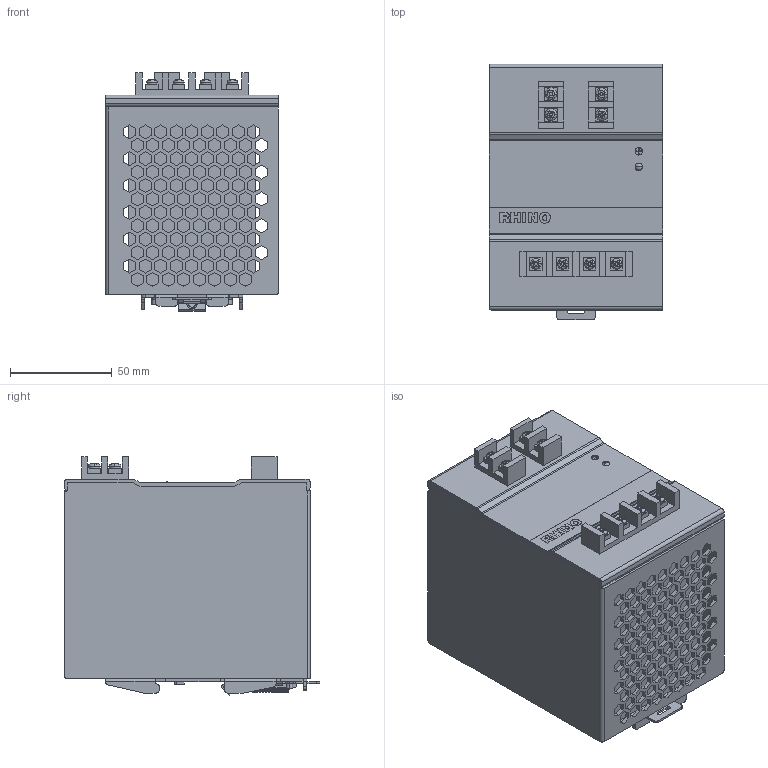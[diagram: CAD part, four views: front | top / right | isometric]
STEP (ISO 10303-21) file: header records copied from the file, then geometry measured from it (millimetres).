
FILE_DESCRIPTION (( 'STEP AP203' ), '1' );
FILE_NAME ('PSB24-240-3.STEP', '2011-10-11T14:17:21', ( '.adc' ), ( '' ), 'SwSTEP 2.0', 'SolidWorks 2011', '' );
FILE_SCHEMA (( 'CONFIG_CONTROL_DESIGN' ));
Length unit declared in the file: inch
Products named in the file (1): PSB24-240-3
Bounding box: 85.09 x 125.63 x 117.14 mm (x, y, z)
Volume: 761584.1 mm3; surface area: 173944 mm2
Topology: 2 solids, 2 shells, 2003 faces, 5897 edges, 3919 vertices
Faces by surface type: plane 1817, cylinder 103, cone 32, torus 25, bspline 23, sphere 3
Entity records: 71195 total; most frequent: CARTESIAN_POINT 16908, ORIENTED_EDGE 11792, DIRECTION 10038, EDGE_CURVE 5896, LINE 5354, VECTOR 5354, VERTEX_POINT 3919, EDGE_LOOP 2487
